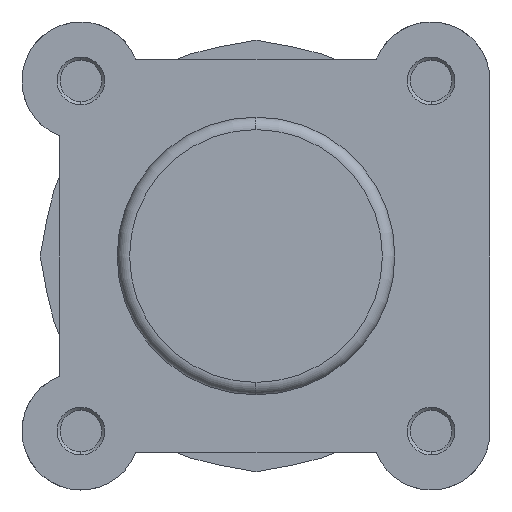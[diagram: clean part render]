
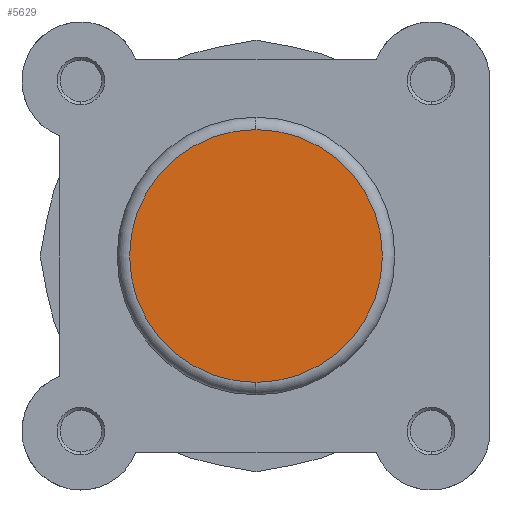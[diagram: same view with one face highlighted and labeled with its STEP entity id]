
A CAD part, left-side view. The second image highlights one B-rep face of the part: STEP entity #5629.
In plain terms, the highlighted planar face has unit normal (-1, 0, 0).
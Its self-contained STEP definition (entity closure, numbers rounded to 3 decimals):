
#901 = CARTESIAN_POINT ( 'NONE',  ( 0., 0., 20.4 ) ) ;
#931 = CARTESIAN_POINT ( 'NONE',  ( 0., 0., -20.4 ) ) ;
#993 = VERTEX_POINT ( 'NONE', #931 ) ;
#1020 = VERTEX_POINT ( 'NONE', #901 ) ;
#1108 = DIRECTION ( 'NONE',  ( 0., 0., -1. ) ) ;
#1110 = DIRECTION ( 'NONE',  ( -1., 0., 0. ) ) ;
#1121 = CARTESIAN_POINT ( 'NONE',  ( 0., 0., 0. ) ) ;
#1310 = DIRECTION ( 'NONE',  ( 0., 0., -1. ) ) ;
#1313 = DIRECTION ( 'NONE',  ( -1., 0., 0. ) ) ;
#1315 = CARTESIAN_POINT ( 'NONE',  ( 0., 0., 0. ) ) ;
#1556 = EDGE_LOOP ( 'NONE', ( #1752, #1825 ) ) ;
#1752 = ORIENTED_EDGE ( 'NONE', *, *, #3238, .T. ) ;
#1825 = ORIENTED_EDGE ( 'NONE', *, *, #3186, .T. ) ;
#3079 = PLANE ( 'NONE',  #4894 ) ;
#3091 = CARTESIAN_POINT ( 'NONE',  ( 0., 0., 0. ) ) ;
#3128 = AXIS2_PLACEMENT_3D ( 'NONE', #1121, #1110, #1108 ) ;
#3158 = AXIS2_PLACEMENT_3D ( 'NONE', #1315, #1313, #1310 ) ;
#3186 = EDGE_CURVE ( 'NONE', #1020, #993, #3669, .T. ) ;
#3238 = EDGE_CURVE ( 'NONE', #993, #1020, #3743, .T. ) ;
#3669 = CIRCLE ( 'NONE', #3158, 20.4 ) ;
#3743 = CIRCLE ( 'NONE', #3128, 20.4 ) ;
#4894 = AXIS2_PLACEMENT_3D ( 'NONE', #3091, #5182, #5183 ) ;
#5090 = FACE_OUTER_BOUND ( 'NONE', #1556, .T. ) ;
#5182 = DIRECTION ( 'NONE',  ( 1., 0., 0. ) ) ;
#5183 = DIRECTION ( 'NONE',  ( 0., 0., -1. ) ) ;
#5629 = ADVANCED_FACE ( 'NONE', ( #5090 ), #3079, .F. ) ;
